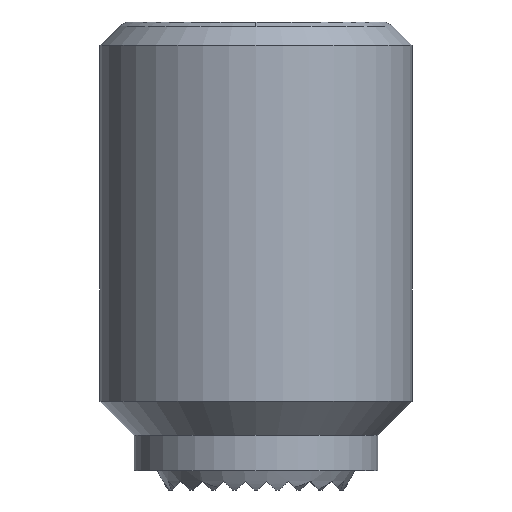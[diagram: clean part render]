
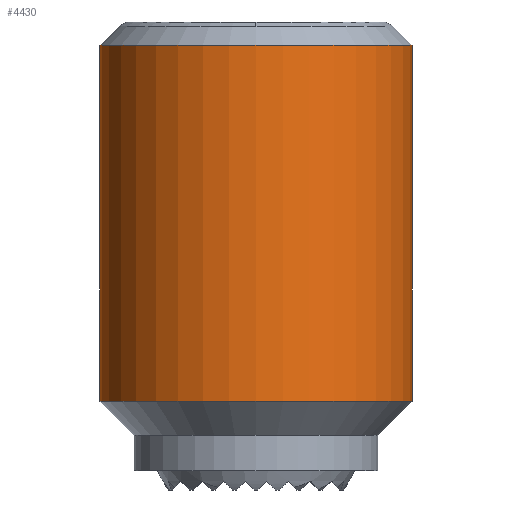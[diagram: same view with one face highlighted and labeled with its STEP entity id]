
A CAD part, front view. The second image highlights one B-rep face of the part: STEP entity #4430.
In plain terms, the highlighted cylindrical face has radius 4 mm (diameter 8 mm), a partial arc.
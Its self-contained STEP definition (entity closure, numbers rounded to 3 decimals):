
#2486=VERTEX_POINT('',#5570);
#2600=VERTEX_POINT('',#5696);
#2780=EDGE_CURVE('',#4234,#2600,#5900,.T.);
#3336=EDGE_CURVE('',#2486,#2600,#6514,.T.);
#3482=EDGE_CURVE('',#4278,#2486,#6688,.T.);
#4234=VERTEX_POINT('',#7523);
#4262=EDGE_CURVE('',#4234,#4278,#7554,.T.);
#4278=VERTEX_POINT('',#7571);
#4430=ADVANCED_FACE('',(#7741),#7742,.T.);
#5570=CARTESIAN_POINT('',(4.,0.,-0.6));
#5696=CARTESIAN_POINT('',(4.,0.,-9.725));
#5900=CIRCLE('',#9783,4.0);
#6514=LINE('',#10652,#10653);
#6688=CIRCLE('',#10884,4.0);
#7523=CARTESIAN_POINT('',(-4.,0.,-9.725));
#7554=LINE('',#12161,#12162);
#7571=CARTESIAN_POINT('',(-4.,0.,-0.6));
#7741=FACE_OUTER_BOUND('',#12442,.T.);
#7742=CYLINDRICAL_SURFACE('',#12443,4.0);
#9783=AXIS2_PLACEMENT_3D('',#14172,#14173,#14174);
#10652=CARTESIAN_POINT('',(4.,0.,-5.163));
#10653=VECTOR('',#14852,1.0);
#10884=AXIS2_PLACEMENT_3D('',#15111,#15112,#15113);
#12161=CARTESIAN_POINT('',(-4.,0.,-5.163));
#12162=VECTOR('',#16054,1.0);
#12442=EDGE_LOOP('',(#16264,#16265,#16266,#16267));
#12443=AXIS2_PLACEMENT_3D('',#16268,#16269,#16270);
#14172=CARTESIAN_POINT('',(0.,0.,-9.725));
#14173=DIRECTION('',(0.0,0.0,1.0));
#14174=DIRECTION('',(-1.0,0.,0.0));
#14852=DIRECTION('',(-0.0,-0.0,-1.0));
#15111=CARTESIAN_POINT('',(0.,0.,-0.6));
#15112=DIRECTION('',(0.0,0.0,1.0));
#15113=DIRECTION('',(-1.0,0.,0.0));
#16054=DIRECTION('',(0.0,0.0,1.0));
#16264=ORIENTED_EDGE('',*,*,#4262,.F.);
#16265=ORIENTED_EDGE('',*,*,#2780,.T.);
#16266=ORIENTED_EDGE('',*,*,#3336,.F.);
#16267=ORIENTED_EDGE('',*,*,#3482,.F.);
#16268=CARTESIAN_POINT('',(0.,0.,-5.163));
#16269=DIRECTION('',(-0.0,-0.0,-1.0));
#16270=DIRECTION('',(-1.0,0.,0.0));
